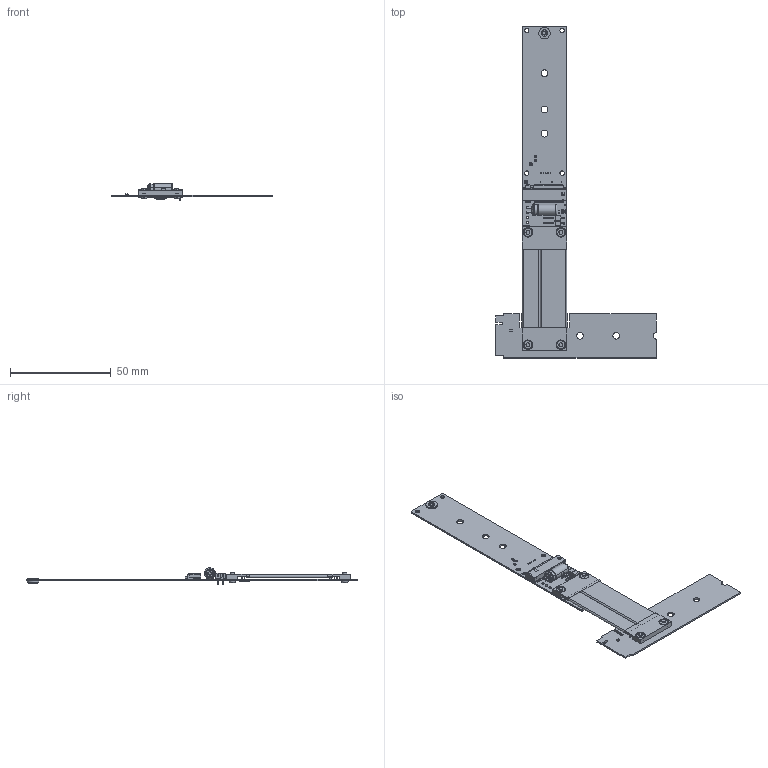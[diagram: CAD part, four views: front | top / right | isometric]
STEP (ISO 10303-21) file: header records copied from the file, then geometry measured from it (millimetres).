
FILE_DESCRIPTION(('Open CASCADE Model'),'2;1');
FILE_NAME('Open CASCADE Shape Model','2020-03-19T23:10:40',('Author'),( 'Open CASCADE'),'Open CASCADE STEP processor 6.8','Open CASCADE 6.8' ,'Unknown');
FILE_SCHEMA(('AUTOMOTIVE_DESIGN { 1 0 10303 214 1 1 1 1 }'));
Length unit declared in the file: millimetre
Products named in the file (93): PCB; Board; Open CASCADE STEP translator 6.8 40.1.1; R3; 萇郯泂えR0603; D1; LED_AP1608; R2; R1; Q1; SOT-23; Open CASCADE STEP translator 6.8 40.7; Free-Models; RP44S-PAD; G0033_RGB9411503; Hexagon_nut_ISO_4032_(DIN_934)_-_M2_RGB9411503; bg075-02x-1-0600-0300-0150-x-x_revd; BG075-Insulator; BG075-1-0600-0300-0150-pin; c-1-2199119-3-a1-3d_RGB4404530; Tape_22x5_RGB0; CAP_RAD_D5x11_POL_BK; G0042; G0030_RGB12967653; cable13-43; cable20-43-s
Assembly tree (105 placements, depth 4):
  PCB
    Board
      Open CASCADE STEP translator 6.8 40.1.1
    R3
      萇郯泂えR0603
        萇郯泂えR0603
    D1
      LED_AP1608
    R2
      萇郯泂えR0603
        萇郯泂えR0603
    R1
      萇郯泂えR0603
        萇郯泂えR0603
    Q1
      SOT-23
    Open CASCADE STEP translator 6.8 40.7
      LED_AP1608
    Free-Models
      RP44S-PAD  x2
      G0033_RGB9411503  x4
      Hexagon_nut_ISO_4032_(DIN_934)_-_M2_RGB9411503  x4
      bg075-02x-1-0600-0300-0150-x-x_revd
        BG075-Insulator  x2
        BG075-1-0600-0300-0150-pin  x2
      c-1-2199119-3-a1-3d_RGB4404530
      Tape_22x5_RGB0
      CAP_RAD_D5x11_POL_BK
      G0042  x2
      G0030_RGB12967653
      cable13-43
      cable13-43
      cable13-43
      cable13-43
      cable13-43
      cable13-43
      cable13-43
      cable13-43
      cable13-43
      cable13-43
      cable13-43
      cable13-43
      cable13-43
      cable13-43
      cable13-43
      cable13-43
      cable13-43
      cable13-43
      cable13-43
      cable13-43
      cable13-43
      cable13-43
      cable13-43
      cable13-43
      cable13-43
      cable13-43
      cable13-43
      cable20-43-s
      cable20-43-s
      cable20-43-s
Bounding box: 80.08 x 165.18 x 8.14 mm (x, y, z)
Volume: 6122.1 mm3; surface area: 16739.1 mm2
Topology: 108 solids, 108 shells, 3614 faces, 9453 edges, 6228 vertices
Faces by surface type: plane 2215, cylinder 808, bspline 453, torus 78, cone 52, revolution 8
Full cylindrical faces by diameter (mm): 0.254 x83, 0.4 x165, 0.5 x2, 0.6 x66, 0.9 x2, 1.1 x1, 1.2 x4, 1.6 x1, 2.2 x14, 3.2 x2, 3.3 x2, 3.4 x5, 4.1 x1, 4.125 x2, 4.8 x4, 5.76 x2
Entity records: 127204 total; most frequent: CARTESIAN_POINT 29954, ORIENTED_EDGE 15534, DIRECTION 14218, EDGE_CURVE 7767, LINE 5366, VECTOR 5366, VERTEX_POINT 5118, AXIS2_PLACEMENT_3D 4425
